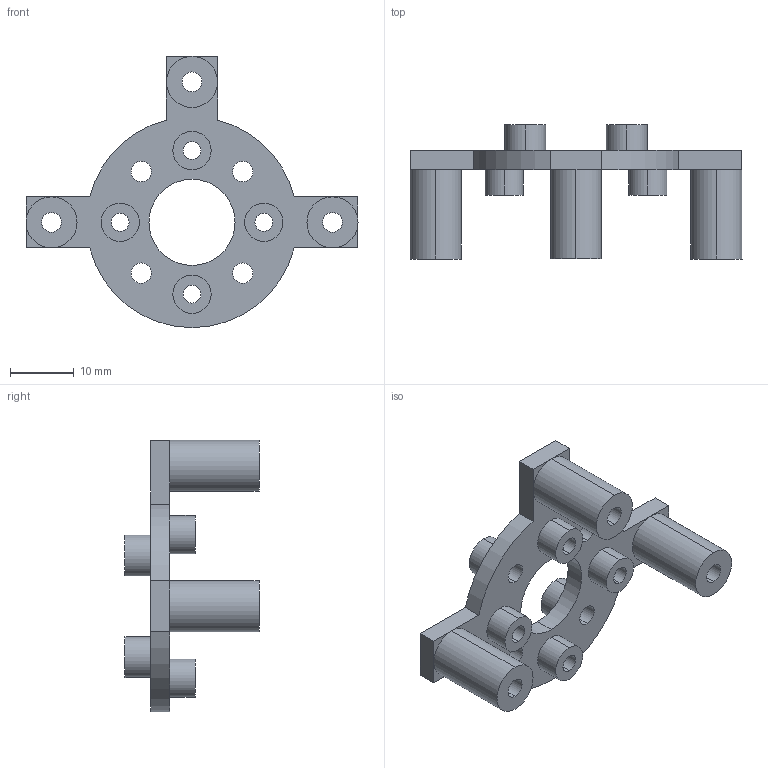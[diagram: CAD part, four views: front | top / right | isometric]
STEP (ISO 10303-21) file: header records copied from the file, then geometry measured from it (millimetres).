
FILE_DESCRIPTION (( 'STEP AP214' ), '1' );
FILE_NAME ('2804电机驱动板支架.STEP', '2024-03-20T04:38:20', ( '' ), ( '' ), 'SwSTEP 2.0', 'SolidWorks 2023', '' );
FILE_SCHEMA (( 'AUTOMOTIVE_DESIGN' ));
Length unit declared in the file: millimetre
Products named in the file (1): 2804电机驱动板支架
Bounding box: 52.02 x 21 x 42.51 mm (x, y, z)
Volume: 5071.2 mm3; surface area: 5080.7 mm2
Topology: 1 solids, 1 shells, 90 faces, 214 edges, 138 vertices
Faces by surface type: cylinder 58, plane 32
Entity records: 2717 total; most frequent: DIRECTION 516, CARTESIAN_POINT 443, ORIENTED_EDGE 428, EDGE_CURVE 214, AXIS2_PLACEMENT_3D 211, VERTEX_POINT 138, EDGE_LOOP 126, CIRCLE 120
